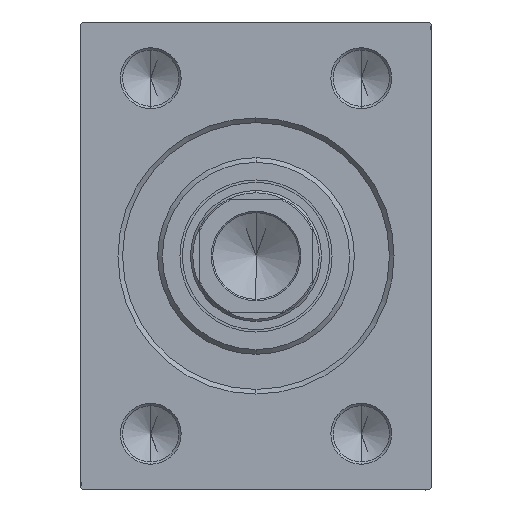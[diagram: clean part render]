
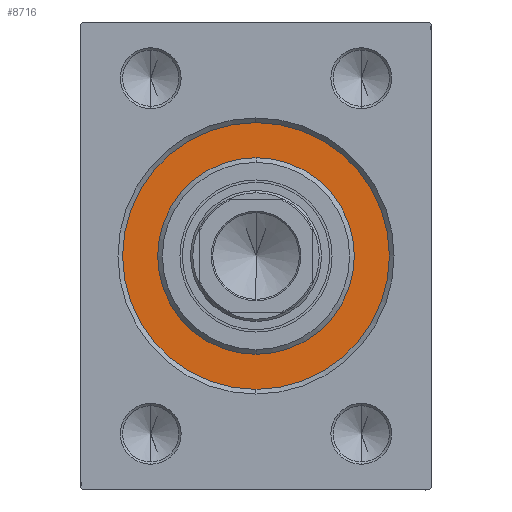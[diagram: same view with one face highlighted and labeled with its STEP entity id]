
A CAD part, left-side view. The second image highlights one B-rep face of the part: STEP entity #8716.
In plain terms, the highlighted face is planar.
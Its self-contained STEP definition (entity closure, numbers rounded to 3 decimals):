
#438 = CARTESIAN_POINT ( 'NONE',  ( 0., 0., 0. ) ) ;
#1584 = VERTEX_POINT ( 'NONE', #10009 ) ;
#2541 = CARTESIAN_POINT ( 'NONE',  ( 0., 0., -28.5 ) ) ;
#3996 = CARTESIAN_POINT ( 'NONE',  ( 0., 0., 0. ) ) ;
#5442 = DIRECTION ( 'NONE',  ( 1., 0., 0. ) ) ;
#6223 = ORIENTED_EDGE ( 'NONE', *, *, #15973, .F. ) ;
#6336 = DIRECTION ( 'NONE',  ( -1., 0., 0. ) ) ;
#6501 = AXIS2_PLACEMENT_3D ( 'NONE', #15748, #29670, #36524 ) ;
#7133 = ORIENTED_EDGE ( 'NONE', *, *, #8360, .F. ) ;
#8159 = EDGE_CURVE ( 'NONE', #1584, #42794, #41450, .T. ) ;
#8360 = EDGE_CURVE ( 'NONE', #42794, #1584, #13026, .T. ) ;
#8716 = ADVANCED_FACE ( 'NONE', ( #19747, #36851 ), #38648, .F. ) ;
#10009 = CARTESIAN_POINT ( 'NONE',  ( 0., 0., -21. ) ) ;
#12937 = DIRECTION ( 'NONE',  ( 0., 0., -1. ) ) ;
#13026 = CIRCLE ( 'NONE', #26864, 21. ) ;
#14331 = DIRECTION ( 'NONE',  ( 0., 0., 1. ) ) ;
#14619 = CARTESIAN_POINT ( 'NONE',  ( 0., 0., 0. ) ) ;
#15182 = ORIENTED_EDGE ( 'NONE', *, *, #19688, .F. ) ;
#15523 = CIRCLE ( 'NONE', #42453, 28.5 ) ;
#15748 = CARTESIAN_POINT ( 'NONE',  ( 0., 0., 0. ) ) ;
#15973 = EDGE_CURVE ( 'NONE', #23114, #27419, #21254, .T. ) ;
#18243 = CARTESIAN_POINT ( 'NONE',  ( 0., 0., 28.5 ) ) ;
#18963 = ORIENTED_EDGE ( 'NONE', *, *, #8159, .F. ) ;
#19565 = CARTESIAN_POINT ( 'NONE',  ( 0., 0., 0. ) ) ;
#19688 = EDGE_CURVE ( 'NONE', #27419, #23114, #15523, .T. ) ;
#19747 = FACE_BOUND ( 'NONE', #43640, .T. ) ;
#21254 = CIRCLE ( 'NONE', #28530, 28.5 ) ;
#23114 = VERTEX_POINT ( 'NONE', #18243 ) ;
#23840 = DIRECTION ( 'NONE',  ( 0., 0., 1. ) ) ;
#26188 = AXIS2_PLACEMENT_3D ( 'NONE', #3996, #31363, #23840 ) ;
#26864 = AXIS2_PLACEMENT_3D ( 'NONE', #19565, #5442, #12937 ) ;
#27419 = VERTEX_POINT ( 'NONE', #2541 ) ;
#28530 = AXIS2_PLACEMENT_3D ( 'NONE', #438, #31901, #14331 ) ;
#29670 = DIRECTION ( 'NONE',  ( 1., 0., 0. ) ) ;
#30511 = DIRECTION ( 'NONE',  ( 0., 0., 1. ) ) ;
#31363 = DIRECTION ( 'NONE',  ( -1., 0., 0. ) ) ;
#31901 = DIRECTION ( 'NONE',  ( -1., 0., 0. ) ) ;
#36211 = CARTESIAN_POINT ( 'NONE',  ( 0., 0., 21. ) ) ;
#36524 = DIRECTION ( 'NONE',  ( 0., 0., -1. ) ) ;
#36851 = FACE_OUTER_BOUND ( 'NONE', #38754, .T. ) ;
#38648 = PLANE ( 'NONE',  #26188 ) ;
#38754 = EDGE_LOOP ( 'NONE', ( #15182, #6223 ) ) ;
#41450 = CIRCLE ( 'NONE', #6501, 21. ) ;
#42453 = AXIS2_PLACEMENT_3D ( 'NONE', #14619, #6336, #30511 ) ;
#42794 = VERTEX_POINT ( 'NONE', #36211 ) ;
#43640 = EDGE_LOOP ( 'NONE', ( #7133, #18963 ) ) ;
